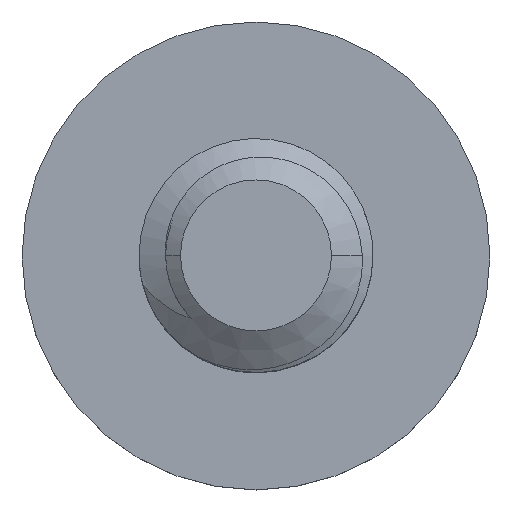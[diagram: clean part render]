
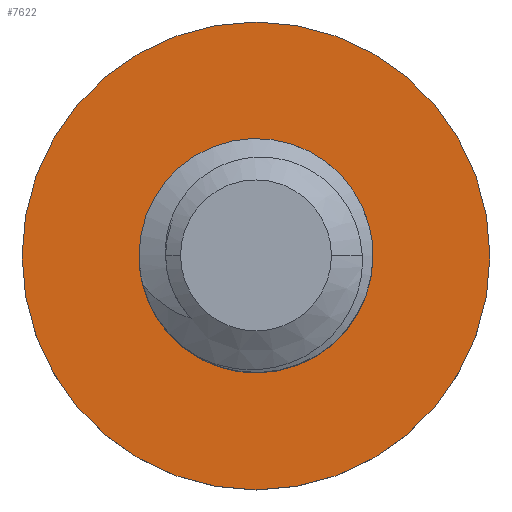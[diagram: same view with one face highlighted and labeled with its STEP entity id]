
A CAD part, top view. The second image highlights one B-rep face of the part: STEP entity #7622.
In plain terms, the highlighted face is planar.
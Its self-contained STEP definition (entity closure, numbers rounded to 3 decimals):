
#7354 = VERTEX_POINT('',#7355);
#7355 = CARTESIAN_POINT('',(-2.,0.,0.));
#7362 = CYLINDRICAL_SURFACE('',#7363,2.);
#7363 = AXIS2_PLACEMENT_3D('',#7364,#7365,#7366);
#7364 = CARTESIAN_POINT('',(0.,0.,1.));
#7365 = DIRECTION('',(-0.,-0.,-1.));
#7366 = DIRECTION('',(-1.,0.,0.));
#7374 = CYLINDRICAL_SURFACE('',#7375,2.);
#7375 = AXIS2_PLACEMENT_3D('',#7376,#7377,#7378);
#7376 = CARTESIAN_POINT('',(0.,0.,1.));
#7377 = DIRECTION('',(-0.,-0.,-1.));
#7378 = DIRECTION('',(-1.,0.,0.));
#7386 = EDGE_CURVE('',#7354,#7387,#7389,.T.);
#7387 = VERTEX_POINT('',#7388);
#7388 = CARTESIAN_POINT('',(2.,0.,0.));
#7389 = SURFACE_CURVE('',#7390,(#7395,#7402),.PCURVE_S1.);
#7390 = CIRCLE('',#7391,2.);
#7391 = AXIS2_PLACEMENT_3D('',#7392,#7393,#7394);
#7392 = CARTESIAN_POINT('',(0.,0.,0.));
#7393 = DIRECTION('',(0.,0.,1.));
#7394 = DIRECTION('',(1.,0.,-0.));
#7395 = PCURVE('',#7362,#7396);
#7396 = DEFINITIONAL_REPRESENTATION('',(#7397),#7401);
#7397 = LINE('',#7398,#7399);
#7398 = CARTESIAN_POINT('',(9.425,1.));
#7399 = VECTOR('',#7400,1.);
#7400 = DIRECTION('',(-1.,0.));
#7401 = ( GEOMETRIC_REPRESENTATION_CONTEXT(2) 
PARAMETRIC_REPRESENTATION_CONTEXT() REPRESENTATION_CONTEXT('2D SPACE',''
  ) );
#7402 = PCURVE('',#7403,#7408);
#7403 = PLANE('',#7404);
#7404 = AXIS2_PLACEMENT_3D('',#7405,#7406,#7407);
#7405 = CARTESIAN_POINT('',(0.,0.,0.));
#7406 = DIRECTION('',(0.,0.,1.));
#7407 = DIRECTION('',(1.,0.,-0.));
#7408 = DEFINITIONAL_REPRESENTATION('',(#7409),#7413);
#7409 = CIRCLE('',#7410,2.);
#7410 = AXIS2_PLACEMENT_2D('',#7411,#7412);
#7411 = CARTESIAN_POINT('',(0.,0.));
#7412 = DIRECTION('',(1.,0.));
#7413 = ( GEOMETRIC_REPRESENTATION_CONTEXT(2) 
PARAMETRIC_REPRESENTATION_CONTEXT() REPRESENTATION_CONTEXT('2D SPACE',''
  ) );
#7480 = CYLINDRICAL_SURFACE('',#7481,4.);
#7481 = AXIS2_PLACEMENT_3D('',#7482,#7483,#7484);
#7482 = CARTESIAN_POINT('',(0.,0.,1.));
#7483 = DIRECTION('',(-0.,-0.,-1.));
#7484 = DIRECTION('',(-1.,0.,0.));
#7500 = VERTEX_POINT('',#7501);
#7501 = CARTESIAN_POINT('',(4.,0.,0.));
#7515 = CYLINDRICAL_SURFACE('',#7516,4.);
#7516 = AXIS2_PLACEMENT_3D('',#7517,#7518,#7519);
#7517 = CARTESIAN_POINT('',(0.,0.,1.));
#7518 = DIRECTION('',(-0.,-0.,-1.));
#7519 = DIRECTION('',(-1.,0.,0.));
#7527 = EDGE_CURVE('',#7500,#7528,#7530,.T.);
#7528 = VERTEX_POINT('',#7529);
#7529 = CARTESIAN_POINT('',(-4.,0.,0.));
#7530 = SURFACE_CURVE('',#7531,(#7536,#7543),.PCURVE_S1.);
#7531 = CIRCLE('',#7532,4.);
#7532 = AXIS2_PLACEMENT_3D('',#7533,#7534,#7535);
#7533 = CARTESIAN_POINT('',(0.,0.,0.));
#7534 = DIRECTION('',(0.,0.,1.));
#7535 = DIRECTION('',(1.,0.,-0.));
#7536 = PCURVE('',#7480,#7537);
#7537 = DEFINITIONAL_REPRESENTATION('',(#7538),#7542);
#7538 = LINE('',#7539,#7540);
#7539 = CARTESIAN_POINT('',(3.142,1.));
#7540 = VECTOR('',#7541,1.);
#7541 = DIRECTION('',(-1.,0.));
#7542 = ( GEOMETRIC_REPRESENTATION_CONTEXT(2) 
PARAMETRIC_REPRESENTATION_CONTEXT() REPRESENTATION_CONTEXT('2D SPACE',''
  ) );
#7543 = PCURVE('',#7403,#7544);
#7544 = DEFINITIONAL_REPRESENTATION('',(#7545),#7549);
#7545 = CIRCLE('',#7546,4.);
#7546 = AXIS2_PLACEMENT_2D('',#7547,#7548);
#7547 = CARTESIAN_POINT('',(0.,0.));
#7548 = DIRECTION('',(1.,0.));
#7549 = ( GEOMETRIC_REPRESENTATION_CONTEXT(2) 
PARAMETRIC_REPRESENTATION_CONTEXT() REPRESENTATION_CONTEXT('2D SPACE',''
  ) );
#7622 = ADVANCED_FACE('',(#7623,#7648),#7403,.F.);
#7623 = FACE_BOUND('',#7624,.T.);
#7624 = EDGE_LOOP('',(#7625,#7647));
#7625 = ORIENTED_EDGE('',*,*,#7626,.F.);
#7626 = EDGE_CURVE('',#7528,#7500,#7627,.T.);
#7627 = SURFACE_CURVE('',#7628,(#7633,#7640),.PCURVE_S1.);
#7628 = CIRCLE('',#7629,4.);
#7629 = AXIS2_PLACEMENT_3D('',#7630,#7631,#7632);
#7630 = CARTESIAN_POINT('',(0.,0.,0.));
#7631 = DIRECTION('',(0.,0.,1.));
#7632 = DIRECTION('',(1.,0.,-0.));
#7633 = PCURVE('',#7403,#7634);
#7634 = DEFINITIONAL_REPRESENTATION('',(#7635),#7639);
#7635 = CIRCLE('',#7636,4.);
#7636 = AXIS2_PLACEMENT_2D('',#7637,#7638);
#7637 = CARTESIAN_POINT('',(0.,0.));
#7638 = DIRECTION('',(1.,0.));
#7639 = ( GEOMETRIC_REPRESENTATION_CONTEXT(2) 
PARAMETRIC_REPRESENTATION_CONTEXT() REPRESENTATION_CONTEXT('2D SPACE',''
  ) );
#7640 = PCURVE('',#7515,#7641);
#7641 = DEFINITIONAL_REPRESENTATION('',(#7642),#7646);
#7642 = LINE('',#7643,#7644);
#7643 = CARTESIAN_POINT('',(9.425,1.));
#7644 = VECTOR('',#7645,1.);
#7645 = DIRECTION('',(-1.,0.));
#7646 = ( GEOMETRIC_REPRESENTATION_CONTEXT(2) 
PARAMETRIC_REPRESENTATION_CONTEXT() REPRESENTATION_CONTEXT('2D SPACE',''
  ) );
#7647 = ORIENTED_EDGE('',*,*,#7527,.F.);
#7648 = FACE_BOUND('',#7649,.T.);
#7649 = EDGE_LOOP('',(#7650,#7651));
#7650 = ORIENTED_EDGE('',*,*,#7386,.T.);
#7651 = ORIENTED_EDGE('',*,*,#7652,.T.);
#7652 = EDGE_CURVE('',#7387,#7354,#7653,.T.);
#7653 = SURFACE_CURVE('',#7654,(#7659,#7666),.PCURVE_S1.);
#7654 = CIRCLE('',#7655,2.);
#7655 = AXIS2_PLACEMENT_3D('',#7656,#7657,#7658);
#7656 = CARTESIAN_POINT('',(0.,0.,0.));
#7657 = DIRECTION('',(0.,0.,1.));
#7658 = DIRECTION('',(1.,0.,-0.));
#7659 = PCURVE('',#7403,#7660);
#7660 = DEFINITIONAL_REPRESENTATION('',(#7661),#7665);
#7661 = CIRCLE('',#7662,2.);
#7662 = AXIS2_PLACEMENT_2D('',#7663,#7664);
#7663 = CARTESIAN_POINT('',(0.,0.));
#7664 = DIRECTION('',(1.,0.));
#7665 = ( GEOMETRIC_REPRESENTATION_CONTEXT(2) 
PARAMETRIC_REPRESENTATION_CONTEXT() REPRESENTATION_CONTEXT('2D SPACE',''
  ) );
#7666 = PCURVE('',#7374,#7667);
#7667 = DEFINITIONAL_REPRESENTATION('',(#7668),#7672);
#7668 = LINE('',#7669,#7670);
#7669 = CARTESIAN_POINT('',(3.142,1.));
#7670 = VECTOR('',#7671,1.);
#7671 = DIRECTION('',(-1.,0.));
#7672 = ( GEOMETRIC_REPRESENTATION_CONTEXT(2) 
PARAMETRIC_REPRESENTATION_CONTEXT() REPRESENTATION_CONTEXT('2D SPACE',''
  ) );
